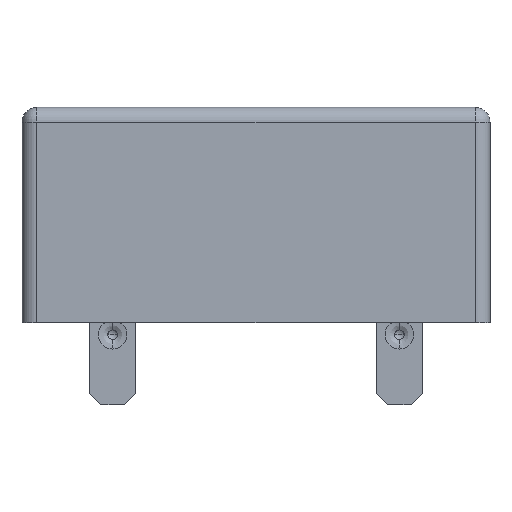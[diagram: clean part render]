
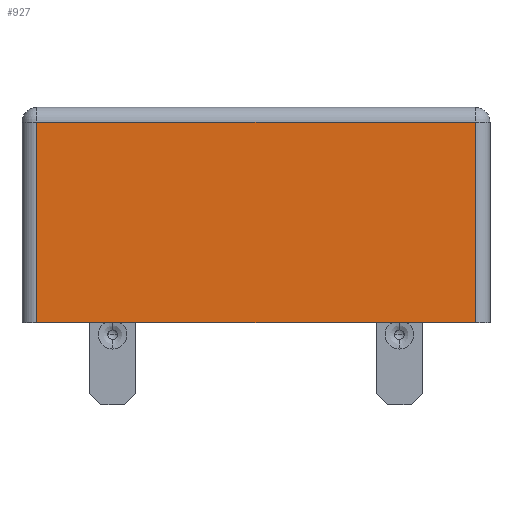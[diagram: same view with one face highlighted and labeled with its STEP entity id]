
A CAD part, front view. The second image highlights one B-rep face of the part: STEP entity #927.
In plain terms, the highlighted planar face has unit normal (0, -1, 0).
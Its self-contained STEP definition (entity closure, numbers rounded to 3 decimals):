
#584 = VERTEX_POINT('',#585);
#585 = CARTESIAN_POINT('',(7.483,-3.366,
    -0.009));
#592 = EDGE_CURVE('',#593,#584,#595,.T.);
#593 = VERTEX_POINT('',#594);
#594 = CARTESIAN_POINT('',(-7.503,-3.366,
    -0.009));
#595 = LINE('',#596,#597);
#596 = CARTESIAN_POINT('',(7.483,-3.366,
    -0.009));
#597 = VECTOR('',#598,1.);
#598 = DIRECTION('',(1.,0.,0.));
#906 = EDGE_CURVE('',#907,#593,#909,.T.);
#907 = VERTEX_POINT('',#908);
#908 = CARTESIAN_POINT('',(-7.503,-3.366,6.849
    ));
#909 = LINE('',#910,#911);
#910 = CARTESIAN_POINT('',(-7.503,-3.366,7.357
    ));
#911 = VECTOR('',#912,1.);
#912 = DIRECTION('',(-0.,0.,-1.));
#927 = ADVANCED_FACE('',(#928),#946,.F.);
#928 = FACE_BOUND('',#929,.T.);
#929 = EDGE_LOOP('',(#930,#938,#944,#945));
#930 = ORIENTED_EDGE('',*,*,#931,.F.);
#931 = EDGE_CURVE('',#932,#584,#934,.T.);
#932 = VERTEX_POINT('',#933);
#933 = CARTESIAN_POINT('',(7.483,-3.366,6.849)
  );
#934 = LINE('',#935,#936);
#935 = CARTESIAN_POINT('',(7.483,-3.366,7.357)
  );
#936 = VECTOR('',#937,1.);
#937 = DIRECTION('',(-0.,0.,-1.));
#938 = ORIENTED_EDGE('',*,*,#939,.T.);
#939 = EDGE_CURVE('',#932,#907,#940,.T.);
#940 = LINE('',#941,#942);
#941 = CARTESIAN_POINT('',(-7.503,-3.366,6.849
    ));
#942 = VECTOR('',#943,1.);
#943 = DIRECTION('',(-1.,0.,0.));
#944 = ORIENTED_EDGE('',*,*,#906,.T.);
#945 = ORIENTED_EDGE('',*,*,#592,.T.);
#946 = PLANE('',#947);
#947 = AXIS2_PLACEMENT_3D('',#948,#949,#950);
#948 = CARTESIAN_POINT('',(7.483,-3.366,7.357)
  );
#949 = DIRECTION('',(0.,1.,0.));
#950 = DIRECTION('',(-1.,0.,0.));
